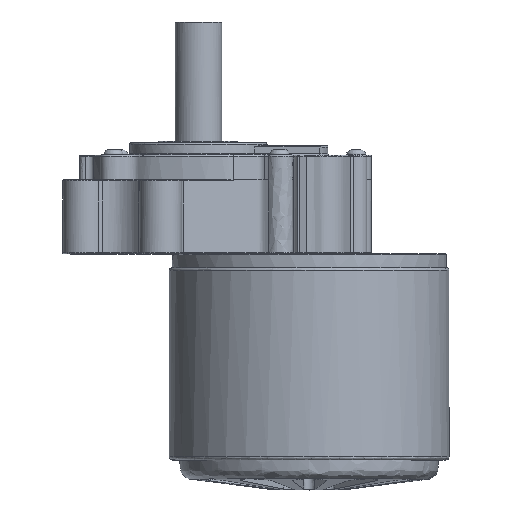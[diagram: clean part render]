
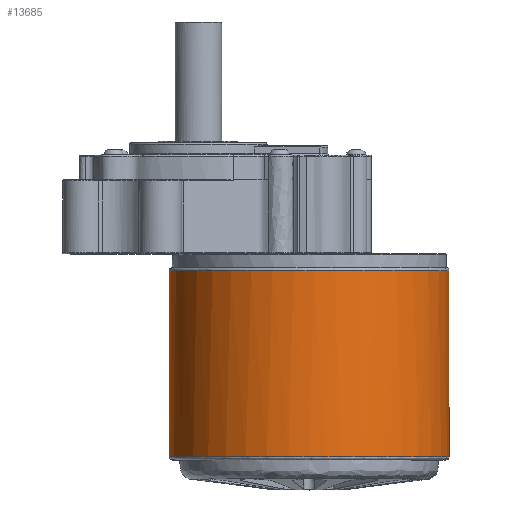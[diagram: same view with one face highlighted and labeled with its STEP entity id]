
A CAD part, top view. The second image highlights one B-rep face of the part: STEP entity #13685.
In plain terms, the highlighted free-form (B-spline) face has degree [1, 2] with [2, 9] control points.
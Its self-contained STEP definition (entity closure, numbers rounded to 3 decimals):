
#13635 = EDGE_CURVE('',#13636,#13636,#13638,.T.);
#13636 = VERTEX_POINT('',#13637);
#13637 = CARTESIAN_POINT('',(-68.281,-8.295,
    0.));
#13638 = ( BOUNDED_CURVE() B_SPLINE_CURVE(2,(#13639,#13640,#13641,#13642
    ,#13643,#13644,#13645,#13646,#13647),.UNSPECIFIED.,.T.,.F.) 
B_SPLINE_CURVE_WITH_KNOTS((3,2,2,2,3),(-3.142,-1.571,0.
,1.571,3.142),.UNSPECIFIED.) CURVE() 
GEOMETRIC_REPRESENTATION_ITEM() RATIONAL_B_SPLINE_CURVE((1.,
    0.707,1.,0.707,1.,0.707,1.,0.707
,1.)) REPRESENTATION_ITEM('') );
#13639 = CARTESIAN_POINT('',(-68.281,-8.295,
    0.));
#13640 = CARTESIAN_POINT('',(-68.281,-8.295,
    68.281));
#13641 = CARTESIAN_POINT('',(0.,-8.295,
    68.281));
#13642 = CARTESIAN_POINT('',(68.281,-8.295,
    68.281));
#13643 = CARTESIAN_POINT('',(68.281,-8.295,
    0.));
#13644 = CARTESIAN_POINT('',(68.281,-8.295,
    -68.281));
#13645 = CARTESIAN_POINT('',(0.,-8.295,
    -68.281));
#13646 = CARTESIAN_POINT('',(-68.281,-8.295,
    -68.281));
#13647 = CARTESIAN_POINT('',(-68.281,-8.295,
    0.));
#13685 = ADVANCED_FACE('',(#13686),#13721,.T.);
#13686 = FACE_BOUND('',#13687,.T.);
#13687 = EDGE_LOOP('',(#13688,#13698,#13708,#13714,#13719,#13720));
#13688 = ORIENTED_EDGE('',*,*,#13689,.F.);
#13689 = EDGE_CURVE('',#13690,#13692,#13694,.T.);
#13690 = VERTEX_POINT('',#13691);
#13691 = CARTESIAN_POINT('',(0.,-98.994,
    68.281));
#13692 = VERTEX_POINT('',#13693);
#13693 = CARTESIAN_POINT('',(-68.281,-98.994,0.));
#13694 = ( BOUNDED_CURVE() B_SPLINE_CURVE(2,(#13695,#13696,#13697),
.UNSPECIFIED.,.F.,.F.) B_SPLINE_CURVE_WITH_KNOTS((3,3),(-3.142,
-1.571),.PIECEWISE_BEZIER_KNOTS.) CURVE() 
GEOMETRIC_REPRESENTATION_ITEM() RATIONAL_B_SPLINE_CURVE((1.,
0.707,1.)) REPRESENTATION_ITEM('') );
#13695 = CARTESIAN_POINT('',(0.,-98.994,
    68.281));
#13696 = CARTESIAN_POINT('',(-68.281,-98.994,
    68.281));
#13697 = CARTESIAN_POINT('',(-68.281,-98.994,
    0.));
#13698 = ORIENTED_EDGE('',*,*,#13699,.F.);
#13699 = EDGE_CURVE('',#13700,#13690,#13702,.T.);
#13700 = VERTEX_POINT('',#13701);
#13701 = CARTESIAN_POINT('',(0.,-98.994,-68.281));
#13702 = ( BOUNDED_CURVE() B_SPLINE_CURVE(2,(#13703,#13704,#13705,#13706
,#13707),.UNSPECIFIED.,.F.,.F.) B_SPLINE_CURVE_WITH_KNOTS((3,2,3),(
    0.,1.571,3.142),.UNSPECIFIED.) 
CURVE() GEOMETRIC_REPRESENTATION_ITEM() RATIONAL_B_SPLINE_CURVE((1.,
0.707,1.,0.707,1.)) REPRESENTATION_ITEM('') );
#13703 = CARTESIAN_POINT('',(0.,-98.994,-68.281));
#13704 = CARTESIAN_POINT('',(68.281,-98.994,
    -68.281));
#13705 = CARTESIAN_POINT('',(68.281,-98.994,0.));
#13706 = CARTESIAN_POINT('',(68.281,-98.994,
    68.281));
#13707 = CARTESIAN_POINT('',(0.,-98.994,
    68.281));
#13708 = ORIENTED_EDGE('',*,*,#13709,.F.);
#13709 = EDGE_CURVE('',#13692,#13700,#13710,.T.);
#13710 = ( BOUNDED_CURVE() B_SPLINE_CURVE(2,(#13711,#13712,#13713),
.UNSPECIFIED.,.F.,.F.) B_SPLINE_CURVE_WITH_KNOTS((3,3),(-1.571,
0.),.PIECEWISE_BEZIER_KNOTS.) CURVE() 
GEOMETRIC_REPRESENTATION_ITEM() RATIONAL_B_SPLINE_CURVE((1.,
0.707,1.)) REPRESENTATION_ITEM('') );
#13711 = CARTESIAN_POINT('',(-68.281,-98.994,
    0.));
#13712 = CARTESIAN_POINT('',(-68.281,-98.994,
    -68.281));
#13713 = CARTESIAN_POINT('',(0.,-98.994,-68.281));
#13714 = ORIENTED_EDGE('',*,*,#13715,.T.);
#13715 = EDGE_CURVE('',#13692,#13636,#13716,.T.);
#13716 = B_SPLINE_CURVE_WITH_KNOTS('',1,(#13717,#13718),.UNSPECIFIED.,
  .F.,.F.,(2,2),(-1.45,-0.121),
  .PIECEWISE_BEZIER_KNOTS.);
#13717 = CARTESIAN_POINT('',(-68.281,-98.994,0.));
#13718 = CARTESIAN_POINT('',(-68.281,-8.295,0.));
#13719 = ORIENTED_EDGE('',*,*,#13635,.F.);
#13720 = ORIENTED_EDGE('',*,*,#13715,.F.);
#13721 = ( BOUNDED_SURFACE() B_SPLINE_SURFACE(1,2,(
    (#13722,#13723,#13724,#13725,#13726,#13727,#13728,#13729,#13730)
    ,(#13731,#13732,#13733,#13734,#13735,#13736,#13737,#13738,#13739
)),.UNSPECIFIED.,.F.,.T.,.F.) B_SPLINE_SURFACE_WITH_KNOTS((2,2),(1,2,2,2
    ,2,2,1),(0.121,1.45),(-4.712,
    -3.142,-1.571,0.,1.571,3.142,
4.712),.UNSPECIFIED.) GEOMETRIC_REPRESENTATION_ITEM() 
RATIONAL_B_SPLINE_SURFACE((
    (1.,0.707,1.,0.707,1.,0.707,1.
      ,0.707,1.)
    ,(1.,0.707,1.,0.707,1.,0.707,1.
,0.707,1.))) REPRESENTATION_ITEM('') SURFACE() );
#13722 = CARTESIAN_POINT('',(-68.281,-98.994,0.));
#13723 = CARTESIAN_POINT('',(-68.281,-98.994,
    -68.281));
#13724 = CARTESIAN_POINT('',(0.,-98.994,-68.281));
#13725 = CARTESIAN_POINT('',(68.281,-98.994,
    -68.281));
#13726 = CARTESIAN_POINT('',(68.281,-98.994,0.));
#13727 = CARTESIAN_POINT('',(68.281,-98.994,
    68.281));
#13728 = CARTESIAN_POINT('',(0.,-98.994,68.281));
#13729 = CARTESIAN_POINT('',(-68.281,-98.994,
    68.281));
#13730 = CARTESIAN_POINT('',(-68.281,-98.994,0.));
#13731 = CARTESIAN_POINT('',(-68.281,-8.295,0.));
#13732 = CARTESIAN_POINT('',(-68.281,-8.295,
    -68.281));
#13733 = CARTESIAN_POINT('',(0.,-8.295,-68.281));
#13734 = CARTESIAN_POINT('',(68.281,-8.295,
    -68.281));
#13735 = CARTESIAN_POINT('',(68.281,-8.295,0.));
#13736 = CARTESIAN_POINT('',(68.281,-8.295,
    68.281));
#13737 = CARTESIAN_POINT('',(0.,-8.295,68.281));
#13738 = CARTESIAN_POINT('',(-68.281,-8.295,
    68.281));
#13739 = CARTESIAN_POINT('',(-68.281,-8.295,0.));
